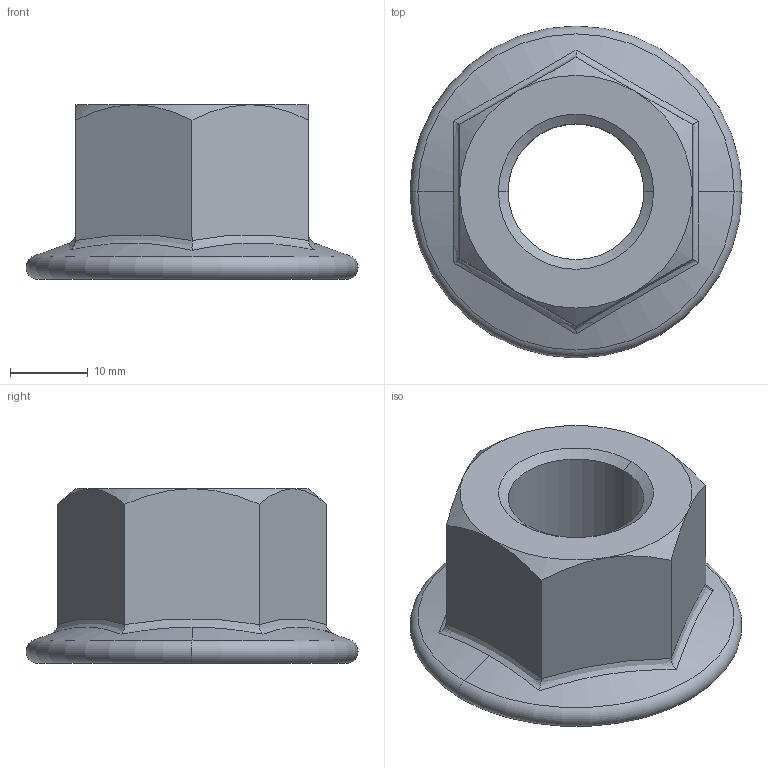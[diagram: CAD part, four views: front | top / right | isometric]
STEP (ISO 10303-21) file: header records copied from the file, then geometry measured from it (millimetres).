
FILE_DESCRIPTION (( 'STEP AP203' ), '1' );
FILE_NAME ('hex flange nut gradea_iso_PreviewCfg_sldprt.STEP', '2024-03-16T15:25:42', ( 'M3tal' ), ( '' ), 'SwSTEP 2.0', 'SolidWorks 2020', '' );
FILE_SCHEMA (( 'CONFIG_CONTROL_DESIGN' ));
Length unit declared in the file: millimetre
Products named in the file (1): hex flange nut gradea_iso_PreviewCfg_sldprt
Bounding box: 42.8 x 42.8 x 22.53 mm (x, y, z)
Volume: 14336.1 mm3; surface area: 5624.3 mm2
Topology: 1 solids, 1 shells, 32 faces, 70 edges, 40 vertices
Faces by surface type: cone 12, plane 8, bspline 6, cylinder 4, torus 2
Entity records: 1271 total; most frequent: CARTESIAN_POINT 565, ORIENTED_EDGE 140, DIRECTION 114, EDGE_CURVE 70, AXIS2_PLACEMENT_3D 49, VERTEX_POINT 40, EDGE_LOOP 34, ADVANCED_FACE 32
